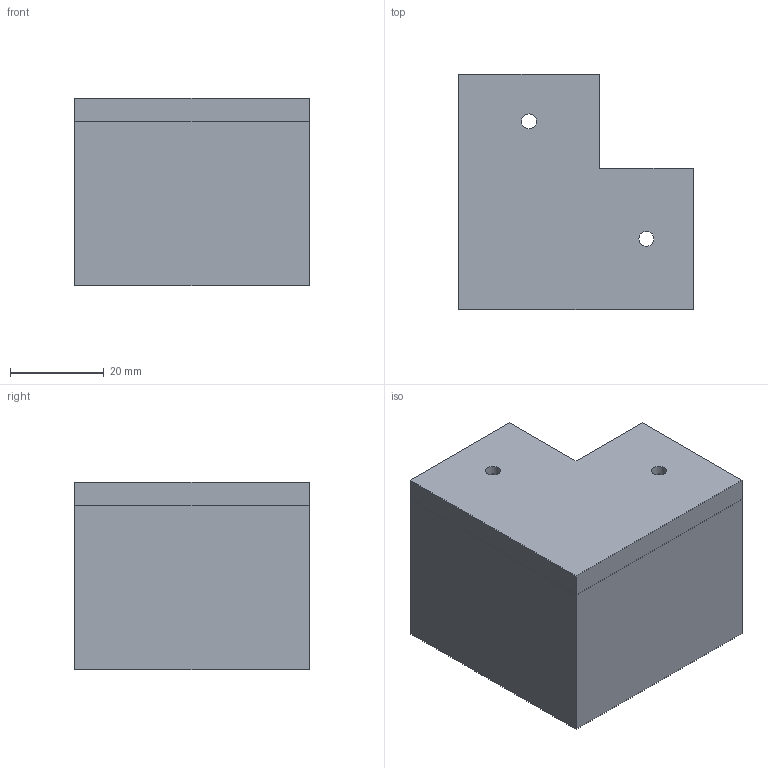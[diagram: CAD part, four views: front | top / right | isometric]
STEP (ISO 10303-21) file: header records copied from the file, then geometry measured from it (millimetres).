
FILE_DESCRIPTION(('FreeCAD Model'),'2;1');
FILE_NAME('Open CASCADE Shape Model','2023-07-05T02:16:59',('Author'),( ''),'Open CASCADE STEP processor 7.6','FreeCAD','Unknown');
FILE_SCHEMA(('AUTOMOTIVE_DESIGN { 1 0 10303 214 1 1 1 1 }'));
Length unit declared in the file: millimetre
Products named in the file (1): foot_front
Bounding box: 50 x 50 x 40 mm (x, y, z)
Volume: 26763.4 mm3; surface area: 12480.7 mm2
Topology: 1 solids, 1 shells, 29 faces, 58 edges, 37 vertices
Faces by surface type: plane 21, cylinder 8
Full cylindrical faces by diameter (mm): 2.8 x4, 3.2 x2, 7 x2
Entity records: 1556 total; most frequent: CARTESIAN_POINT 289, DIRECTION 242, LINE 142, VECTOR 142, ORIENTED_EDGE 116, PCURVE 116, DEFINITIONAL_REPRESENTATION 116, EDGE_CURVE 58
